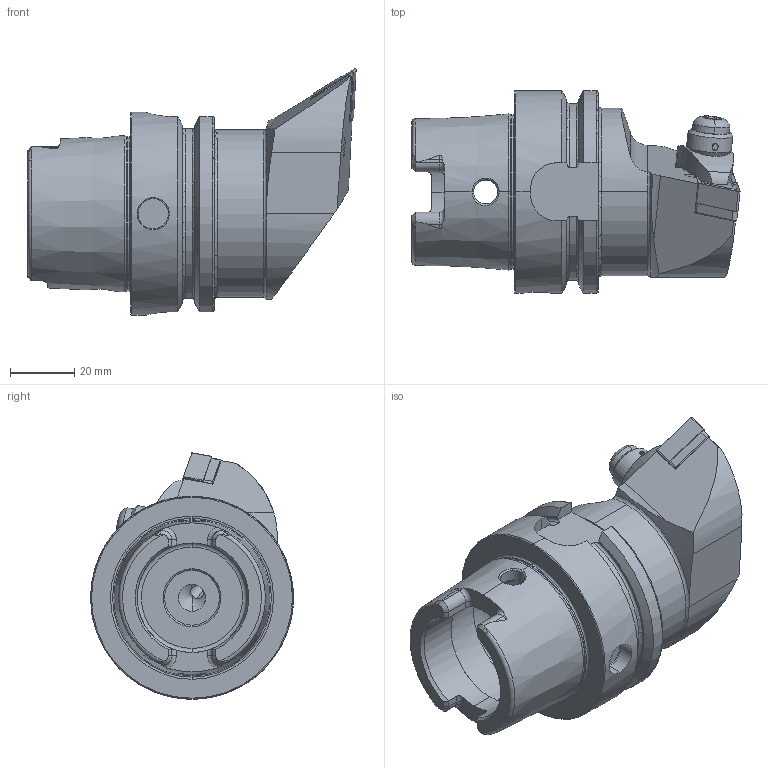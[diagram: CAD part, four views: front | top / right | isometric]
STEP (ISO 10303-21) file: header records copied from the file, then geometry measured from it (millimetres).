
FILE_DESCRIPTION (( 'STEP AP214' ), '1' );
FILE_NAME ('HA6.KDF.LUA.070.STEP', '2018-11-19T07:09:44', ( 'SWIAdmin' ), ( 'Hewlett-Packard Company' ), 'SwSTEP 2.0', 'SolidWorks 2017', '' );
FILE_SCHEMA (( 'AUTOMOTIVE_DESIGN' ));
Length unit declared in the file: millimetre
Products named in the file (11): WCC-ER5.102.012_B; WCC-ER5.102.005_A; WCC-ER3.102.024_C; DNMG150604; WCC-ER2.001.010_A; WDF-ER2.101.003_A; HA6-KDF.LUA.070_C; HA6.KDF.LUA.070; ISO 13337 - 3 x 12_PreviewCfg; KVT_MB_600_050; WCC-ER4.103.032_A
Assembly tree (10 placements, depth 2):
  HA6.KDF.LUA.070
    HA6-KDF.LUA.070_C
    WDF-ER2.101.003_A
    WCC-ER2.001.010_A
    DNMG150604
    WCC-ER3.102.024_C
    WCC-ER5.102.005_A
    WCC-ER5.102.012_B
    WCC-ER4.103.032_A
    KVT_MB_600_050
    ISO 13337 - 3 x 12_PreviewCfg
Bounding box: 101.9 x 63 x 76.5 mm (x, y, z)
Volume: 151348.9 mm3; surface area: 35325.5 mm2
Topology: 11 solids, 11 shells, 470 faces, 1178 edges, 719 vertices
Faces by surface type: cylinder 153, plane 126, cone 112, torus 61, bspline 16, sphere 2
Entity records: 17045 total; most frequent: CARTESIAN_POINT 5133, ORIENTED_EDGE 2318, DIRECTION 2270, EDGE_CURVE 1159, AXIS2_PLACEMENT_3D 911, VERTEX_POINT 716, EDGE_LOOP 499, ADVANCED_FACE 470
